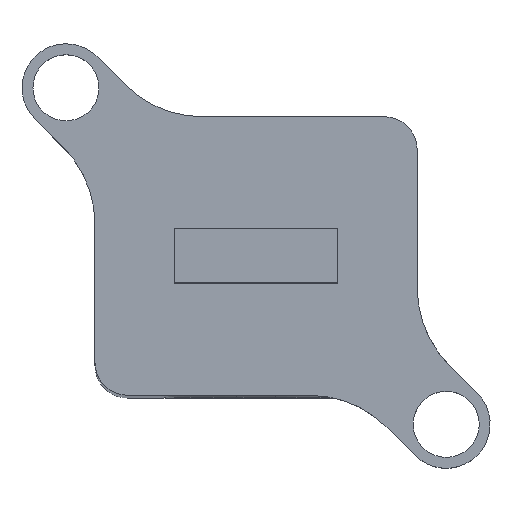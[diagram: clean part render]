
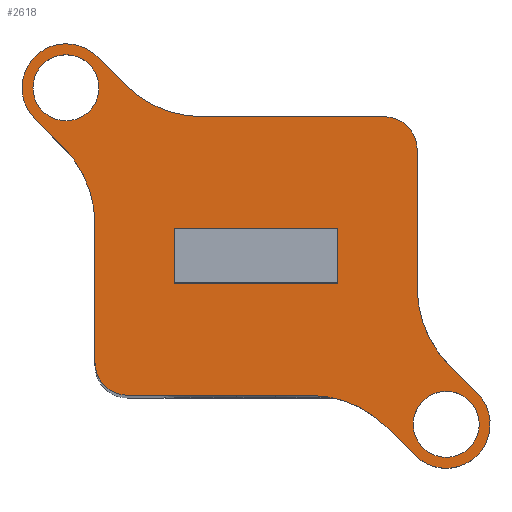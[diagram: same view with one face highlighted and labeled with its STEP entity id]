
A CAD part, top view. The second image highlights one B-rep face of the part: STEP entity #2618.
In plain terms, the highlighted planar face has unit normal (0, 0, 1).
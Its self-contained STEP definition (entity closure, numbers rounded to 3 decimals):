
#148=FACE_BOUND('',#542,.T.);
#149=FACE_BOUND('',#543,.T.);
#150=FACE_BOUND('',#544,.T.);
#189=CIRCLE('',#2798,10.);
#190=CIRCLE('',#2800,10.);
#191=CIRCLE('',#2803,10.);
#196=CIRCLE('',#2810,10.);
#197=CIRCLE('',#2813,3.025);
#198=CIRCLE('',#2815,4.025);
#207=CIRCLE('',#2827,3.025);
#208=CIRCLE('',#2829,4.025);
#209=CIRCLE('',#2832,4.025);
#210=CIRCLE('',#2835,3.);
#211=CIRCLE('',#2836,3.);
#375=FACE_OUTER_BOUND('',#541,.T.);
#541=EDGE_LOOP('',(#1927,#1928,#1929,#1930,#1931,#1932,#1933,#1934,#1935,
#1936,#1937,#1938,#1939,#1940,#1941,#1942,#1943,#1944));
#542=EDGE_LOOP('',(#1945,#1946,#1947,#1948));
#543=EDGE_LOOP('',(#1949));
#544=EDGE_LOOP('',(#1950));
#694=LINE('',#3978,#897);
#705=LINE('',#4013,#908);
#709=LINE('',#4021,#912);
#712=LINE('',#4027,#915);
#715=LINE('',#4032,#918);
#732=LINE('',#4134,#935);
#736=LINE('',#4144,#939);
#748=LINE('',#4178,#951);
#752=LINE('',#4189,#955);
#757=LINE('',#4199,#960);
#769=LINE('',#4243,#972);
#771=LINE('',#4249,#974);
#772=LINE('',#4252,#975);
#897=VECTOR('',#3105,10.);
#908=VECTOR('',#3132,10.);
#912=VECTOR('',#3138,10.);
#915=VECTOR('',#3143,10.);
#918=VECTOR('',#3148,10.);
#935=VECTOR('',#3227,10.);
#939=VECTOR('',#3237,10.);
#951=VECTOR('',#3263,10.);
#955=VECTOR('',#3277,10.);
#960=VECTOR('',#3284,10.);
#972=VECTOR('',#3322,10.);
#974=VECTOR('',#3330,10.);
#975=VECTOR('',#3333,10.);
#1100=VERTEX_POINT('',#3975);
#1101=VERTEX_POINT('',#3977);
#1116=VERTEX_POINT('',#4011);
#1117=VERTEX_POINT('',#4012);
#1120=VERTEX_POINT('',#4020);
#1122=VERTEX_POINT('',#4026);
#1150=VERTEX_POINT('',#4123);
#1151=VERTEX_POINT('',#4127);
#1152=VERTEX_POINT('',#4129);
#1153=VERTEX_POINT('',#4133);
#1154=VERTEX_POINT('',#4137);
#1155=VERTEX_POINT('',#4139);
#1156=VERTEX_POINT('',#4143);
#1169=VERTEX_POINT('',#4171);
#1170=VERTEX_POINT('',#4173);
#1171=VERTEX_POINT('',#4177);
#1172=VERTEX_POINT('',#4181);
#1173=VERTEX_POINT('',#4185);
#1177=VERTEX_POINT('',#4197);
#1194=VERTEX_POINT('',#4233);
#1195=VERTEX_POINT('',#4237);
#1196=VERTEX_POINT('',#4238);
#1197=VERTEX_POINT('',#4245);
#1198=VERTEX_POINT('',#4251);
#1345=EDGE_CURVE('',#1100,#1101,#694,.T.);
#1362=EDGE_CURVE('',#1116,#1117,#705,.T.);
#1366=EDGE_CURVE('',#1117,#1120,#709,.T.);
#1369=EDGE_CURVE('',#1120,#1122,#712,.T.);
#1372=EDGE_CURVE('',#1122,#1116,#715,.T.);
#1408=EDGE_CURVE('',#1100,#1150,#189,.T.);
#1410=EDGE_CURVE('',#1152,#1151,#190,.T.);
#1412=EDGE_CURVE('',#1153,#1152,#732,.T.);
#1415=EDGE_CURVE('',#1155,#1154,#191,.T.);
#1417=EDGE_CURVE('',#1155,#1156,#736,.T.);
#1432=EDGE_CURVE('',#1170,#1169,#196,.T.);
#1434=EDGE_CURVE('',#1171,#1170,#748,.T.);
#1437=EDGE_CURVE('',#1172,#1172,#197,.T.);
#1438=EDGE_CURVE('',#1153,#1173,#198,.T.);
#1440=EDGE_CURVE('',#1173,#1154,#752,.T.);
#1445=EDGE_CURVE('',#1177,#1151,#757,.T.);
#1463=EDGE_CURVE('',#1194,#1194,#207,.T.);
#1464=EDGE_CURVE('',#1195,#1196,#208,.T.);
#1467=EDGE_CURVE('',#1196,#1150,#769,.T.);
#1468=EDGE_CURVE('',#1171,#1197,#209,.T.);
#1470=EDGE_CURVE('',#1197,#1195,#771,.T.);
#1471=EDGE_CURVE('',#1198,#1169,#772,.T.);
#1472=EDGE_CURVE('',#1156,#1198,#210,.T.);
#1473=EDGE_CURVE('',#1101,#1177,#211,.T.);
#1927=ORIENTED_EDGE('',*,*,#1345,.F.);
#1928=ORIENTED_EDGE('',*,*,#1408,.T.);
#1929=ORIENTED_EDGE('',*,*,#1467,.F.);
#1930=ORIENTED_EDGE('',*,*,#1464,.F.);
#1931=ORIENTED_EDGE('',*,*,#1470,.F.);
#1932=ORIENTED_EDGE('',*,*,#1468,.F.);
#1933=ORIENTED_EDGE('',*,*,#1434,.T.);
#1934=ORIENTED_EDGE('',*,*,#1432,.T.);
#1935=ORIENTED_EDGE('',*,*,#1471,.F.);
#1936=ORIENTED_EDGE('',*,*,#1472,.F.);
#1937=ORIENTED_EDGE('',*,*,#1417,.F.);
#1938=ORIENTED_EDGE('',*,*,#1415,.T.);
#1939=ORIENTED_EDGE('',*,*,#1440,.F.);
#1940=ORIENTED_EDGE('',*,*,#1438,.F.);
#1941=ORIENTED_EDGE('',*,*,#1412,.T.);
#1942=ORIENTED_EDGE('',*,*,#1410,.T.);
#1943=ORIENTED_EDGE('',*,*,#1445,.F.);
#1944=ORIENTED_EDGE('',*,*,#1473,.F.);
#1945=ORIENTED_EDGE('',*,*,#1362,.F.);
#1946=ORIENTED_EDGE('',*,*,#1372,.F.);
#1947=ORIENTED_EDGE('',*,*,#1369,.F.);
#1948=ORIENTED_EDGE('',*,*,#1366,.F.);
#1949=ORIENTED_EDGE('',*,*,#1437,.F.);
#1950=ORIENTED_EDGE('',*,*,#1463,.F.);
#2549=PLANE('',#2834);
#2618=ADVANCED_FACE('',(#375,#148,#149,#150),#2549,.F.);
#2798=AXIS2_PLACEMENT_3D('',#4125,#3217,#3218);
#2800=AXIS2_PLACEMENT_3D('',#4130,#3222,#3223);
#2803=AXIS2_PLACEMENT_3D('',#4140,#3232,#3233);
#2810=AXIS2_PLACEMENT_3D('',#4174,#3258,#3259);
#2813=AXIS2_PLACEMENT_3D('',#4183,#3268,#3269);
#2815=AXIS2_PLACEMENT_3D('',#4186,#3272,#3273);
#2827=AXIS2_PLACEMENT_3D('',#4235,#3312,#3313);
#2829=AXIS2_PLACEMENT_3D('',#4239,#3316,#3317);
#2832=AXIS2_PLACEMENT_3D('',#4246,#3325,#3326);
#2834=AXIS2_PLACEMENT_3D('',#4250,#3331,#3332);
#2835=AXIS2_PLACEMENT_3D('',#4253,#3334,#3335);
#2836=AXIS2_PLACEMENT_3D('',#4254,#3336,#3337);
#3105=DIRECTION('',(1.,0.,0.));
#3132=DIRECTION('',(0.,1.,0.));
#3138=DIRECTION('',(-1.,0.,0.));
#3143=DIRECTION('',(0.,-1.,0.));
#3148=DIRECTION('',(1.,0.,0.));
#3217=DIRECTION('center_axis',(0.,0.,
-1.));
#3218=DIRECTION('ref_axis',(-0.383,-0.924,0.));
#3222=DIRECTION('center_axis',(0.,0.,
-1.));
#3223=DIRECTION('ref_axis',(-0.924,-0.383,0.));
#3227=DIRECTION('',(-0.707,0.707,0.));
#3232=DIRECTION('center_axis',(0.,0.,
-1.));
#3233=DIRECTION('ref_axis',(0.383,0.924,0.));
#3237=DIRECTION('',(-1.,0.,0.));
#3258=DIRECTION('center_axis',(0.,0.,
-1.));
#3259=DIRECTION('ref_axis',(0.924,0.383,0.));
#3263=DIRECTION('',(0.707,-0.707,0.));
#3268=DIRECTION('center_axis',(0.,0.,
1.));
#3269=DIRECTION('ref_axis',(1.,0.,0.));
#3272=DIRECTION('center_axis',(0.,0.,
-1.));
#3273=DIRECTION('ref_axis',(1.,0.,0.));
#3277=DIRECTION('',(-0.707,0.707,0.));
#3284=DIRECTION('',(0.,-1.,0.));
#3312=DIRECTION('center_axis',(0.,0.,
1.));
#3313=DIRECTION('ref_axis',(1.,0.,0.));
#3316=DIRECTION('center_axis',(0.,0.,
-1.));
#3317=DIRECTION('ref_axis',(1.,0.,0.));
#3322=DIRECTION('',(0.707,-0.707,0.));
#3325=DIRECTION('center_axis',(0.,0.,
-1.));
#3326=DIRECTION('ref_axis',(1.,0.,0.));
#3330=DIRECTION('',(0.707,0.707,0.));
#3331=DIRECTION('center_axis',(0.,0.,
-1.));
#3332=DIRECTION('ref_axis',(-1.,0.,0.));
#3333=DIRECTION('',(0.,1.,0.));
#3334=DIRECTION('center_axis',(0.,0.,
-1.));
#3335=DIRECTION('ref_axis',(-0.707,-0.707,0.));
#3336=DIRECTION('center_axis',(0.,0.,
-1.));
#3337=DIRECTION('ref_axis',(0.707,0.707,0.));
#3975=CARTESIAN_POINT('',(403.988,63.243,-23.656));
#3977=CARTESIAN_POINT('',(420.654,63.243,-23.656));
#3978=CARTESIAN_POINT('',(416.279,63.243,-23.656));
#4011=CARTESIAN_POINT('',(416.404,47.993,-23.656));
#4012=CARTESIAN_POINT('',(416.404,52.993,-23.656));
#4013=CARTESIAN_POINT('',(416.404,51.743,-23.656));
#4020=CARTESIAN_POINT('',(401.404,52.993,-23.656));
#4021=CARTESIAN_POINT('',(405.154,52.993,-23.656));
#4026=CARTESIAN_POINT('',(401.404,47.993,-23.656));
#4027=CARTESIAN_POINT('',(401.404,49.243,-23.656));
#4032=CARTESIAN_POINT('',(412.654,47.993,-23.656));
#4123=CARTESIAN_POINT('',(396.917,66.172,-23.656));
#4125=CARTESIAN_POINT('Origin',(403.988,73.243,-23.656));
#4127=CARTESIAN_POINT('',(423.654,47.577,-23.656));
#4129=CARTESIAN_POINT('',(426.583,40.506,-23.656));
#4130=CARTESIAN_POINT('Origin',(433.654,47.577,-23.656));
#4133=CARTESIAN_POINT('',(429.157,37.932,-23.656));
#4134=CARTESIAN_POINT('',(429.157,37.932,-23.656));
#4137=CARTESIAN_POINT('',(420.891,34.814,-23.656));
#4139=CARTESIAN_POINT('',(413.82,37.743,-23.656));
#4140=CARTESIAN_POINT('Origin',(413.82,27.743,-23.656));
#4143=CARTESIAN_POINT('',(397.154,37.743,-23.656));
#4144=CARTESIAN_POINT('',(401.529,37.743,-23.656));
#4171=CARTESIAN_POINT('',(394.154,53.408,-23.656));
#4173=CARTESIAN_POINT('',(391.225,60.479,-23.656));
#4174=CARTESIAN_POINT('Origin',(384.154,53.408,-23.656));
#4177=CARTESIAN_POINT('',(388.651,63.053,-23.656));
#4178=CARTESIAN_POINT('',(388.651,63.053,-23.656));
#4181=CARTESIAN_POINT('',(423.286,35.086,-23.656));
#4183=CARTESIAN_POINT('Origin',(426.311,35.086,-23.656));
#4185=CARTESIAN_POINT('',(423.465,32.24,-23.656));
#4186=CARTESIAN_POINT('Origin',(426.311,35.086,-23.656));
#4189=CARTESIAN_POINT('',(423.465,32.24,-23.656));
#4197=CARTESIAN_POINT('',(423.654,60.243,-23.656));
#4199=CARTESIAN_POINT('',(423.654,44.743,-23.656));
#4233=CARTESIAN_POINT('',(388.472,65.899,-23.656));
#4235=CARTESIAN_POINT('Origin',(391.497,65.899,-23.656));
#4237=CARTESIAN_POINT('',(388.985,69.045,-23.656));
#4238=CARTESIAN_POINT('',(394.343,68.746,-23.656));
#4239=CARTESIAN_POINT('Origin',(391.497,65.899,-23.656));
#4243=CARTESIAN_POINT('',(394.343,68.746,-23.656));
#4245=CARTESIAN_POINT('',(388.352,68.411,-23.656));
#4246=CARTESIAN_POINT('Origin',(391.497,65.899,-23.656));
#4249=CARTESIAN_POINT('',(387.09,67.149,-23.656));
#4250=CARTESIAN_POINT('Origin',(408.904,50.493,-23.656));
#4251=CARTESIAN_POINT('',(394.154,40.743,-23.656));
#4252=CARTESIAN_POINT('',(394.154,56.243,-23.656));
#4253=CARTESIAN_POINT('Origin',(397.154,40.743,-23.656));
#4254=CARTESIAN_POINT('Origin',(420.654,60.243,-23.656));
